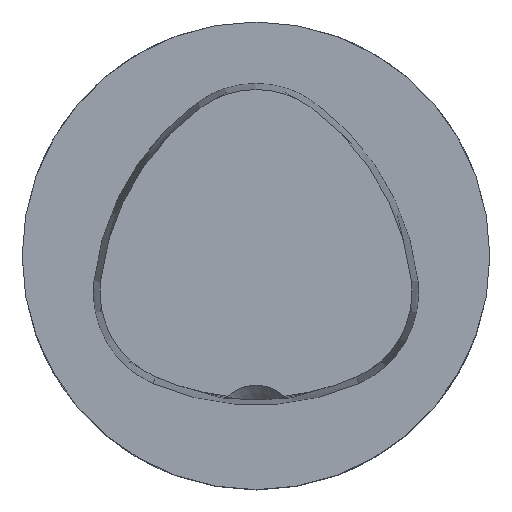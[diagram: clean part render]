
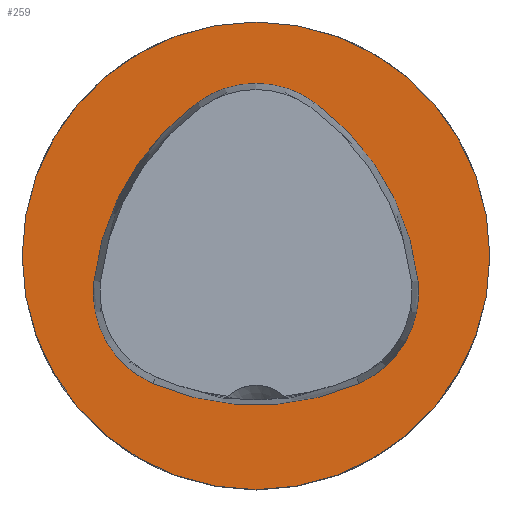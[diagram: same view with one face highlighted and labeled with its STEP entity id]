
A CAD part, top view. The second image highlights one B-rep face of the part: STEP entity #259.
In plain terms, the highlighted planar face has unit normal (0, 0, 1).
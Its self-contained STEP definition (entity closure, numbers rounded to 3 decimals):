
#224=PLANE('',#690);
#259=ADVANCED_FACE('',(#283,#284),#224,.T.);
#283=FACE_BOUND('',#331,.T.);
#284=FACE_BOUND('',#332,.T.);
#331=EDGE_LOOP('',(#450));
#332=EDGE_LOOP('',(#451,#452,#453,#454,#455,#456));
#450=ORIENTED_EDGE('',*,*,#589,.F.);
#451=ORIENTED_EDGE('',*,*,#539,.T.);
#452=ORIENTED_EDGE('',*,*,#555,.T.);
#453=ORIENTED_EDGE('',*,*,#552,.T.);
#454=ORIENTED_EDGE('',*,*,#549,.T.);
#455=ORIENTED_EDGE('',*,*,#546,.T.);
#456=ORIENTED_EDGE('',*,*,#543,.T.);
#491=VERTEX_POINT('',#926);
#492=VERTEX_POINT('',#927);
#494=VERTEX_POINT('',#934);
#496=VERTEX_POINT('',#940);
#498=VERTEX_POINT('',#946);
#500=VERTEX_POINT('',#952);
#521=VERTEX_POINT('',#1030);
#539=EDGE_CURVE('',#491,#492,#602,.T.);
#543=EDGE_CURVE('',#494,#491,#604,.T.);
#546=EDGE_CURVE('',#496,#494,#606,.T.);
#549=EDGE_CURVE('',#498,#496,#608,.T.);
#552=EDGE_CURVE('',#500,#498,#610,.T.);
#555=EDGE_CURVE('',#492,#500,#612,.T.);
#589=EDGE_CURVE('',#521,#521,#618,.T.);
#602=CIRCLE('',#641,17.);
#604=CIRCLE('',#644,44.);
#606=CIRCLE('',#647,17.);
#608=CIRCLE('',#650,44.);
#610=CIRCLE('',#653,17.);
#612=CIRCLE('',#656,44.);
#618=CIRCLE('',#689,40.0);
#641=AXIS2_PLACEMENT_3D('',#925,#738,#739);
#644=AXIS2_PLACEMENT_3D('',#933,#746,#747);
#647=AXIS2_PLACEMENT_3D('',#939,#753,#754);
#650=AXIS2_PLACEMENT_3D('',#945,#760,#761);
#653=AXIS2_PLACEMENT_3D('',#951,#767,#768);
#656=AXIS2_PLACEMENT_3D('',#956,#774,#775);
#689=AXIS2_PLACEMENT_3D('',#1029,#860,#861);
#690=AXIS2_PLACEMENT_3D('',#1031,#862,#863);
#738=DIRECTION('',(0.0,0.0,-1.0));
#739=DIRECTION('',(0.866,-0.5,0.0));
#746=DIRECTION('',(0.0,0.0,-1.0));
#747=DIRECTION('',(0.866,0.5,0.0));
#753=DIRECTION('',(0.0,0.0,-1.0));
#754=DIRECTION('',(0.0,1.0,0.0));
#760=DIRECTION('',(0.0,0.0,-1.0));
#761=DIRECTION('',(-0.866,0.5,0.0));
#767=DIRECTION('',(0.0,0.0,-1.0));
#768=DIRECTION('',(-0.866,-0.5,0.0));
#774=DIRECTION('',(0.0,0.0,-1.0));
#775=DIRECTION('',(0.0,-1.0,0.0));
#860=DIRECTION('',(0.0,0.0,-1.0));
#861=DIRECTION('',(-1.0,0.0,0.0));
#862=DIRECTION('',(0.0,0.0,1.0));
#863=DIRECTION('',(0.0,1.0,0.0));
#925=CARTESIAN_POINT('',(10.825,-6.25,0.0));
#926=CARTESIAN_POINT('',(27.721,-4.366,0.));
#927=CARTESIAN_POINT('',(17.641,-21.824,0.));
#933=CARTESIAN_POINT('',(-16.008,-9.242,0.0));
#934=CARTESIAN_POINT('',(10.079,26.19,0.));
#939=CARTESIAN_POINT('',(0.0,12.5,0.0));
#940=CARTESIAN_POINT('',(-10.079,26.19,0.));
#945=CARTESIAN_POINT('',(16.008,-9.242,0.0));
#946=CARTESIAN_POINT('',(-27.721,-4.366,0.));
#951=CARTESIAN_POINT('',(-10.825,-6.25,0.0));
#952=CARTESIAN_POINT('',(-17.641,-21.824,0.));
#956=CARTESIAN_POINT('',(0.0,18.485,0.0));
#1029=CARTESIAN_POINT('',(0.0,0.0,0.0));
#1030=CARTESIAN_POINT('',(-40.0,0.0,0.0));
#1031=CARTESIAN_POINT('',(-20.0,0.0,0.0));
